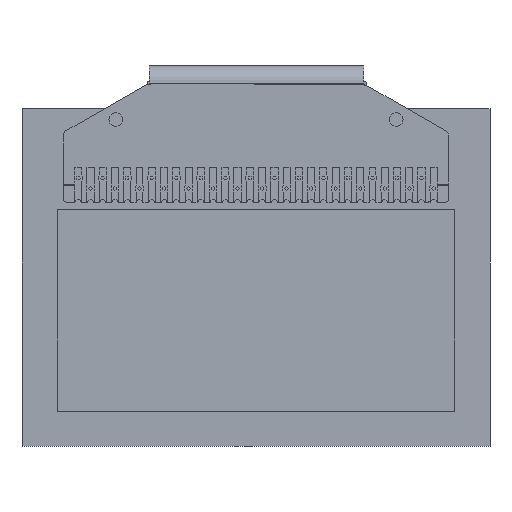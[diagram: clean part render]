
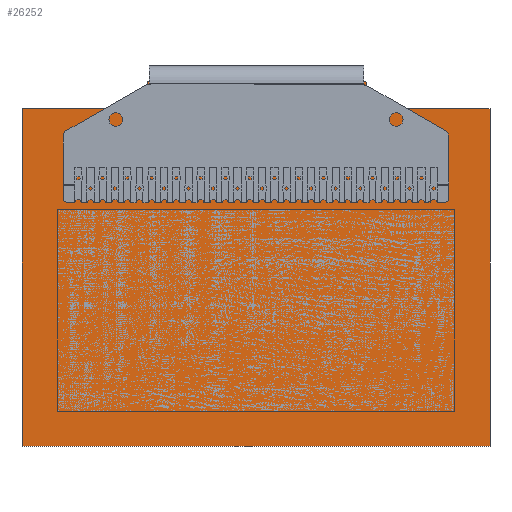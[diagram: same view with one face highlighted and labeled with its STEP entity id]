
A CAD part, front view. The second image highlights one B-rep face of the part: STEP entity #26252.
In plain terms, the highlighted planar face has unit normal (0, -1, 0).
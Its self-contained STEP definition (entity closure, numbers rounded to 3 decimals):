
#23=CIRCLE('',#27598,0.593);
#25=CIRCLE('',#27602,0.441);
#28=CIRCLE('',#27609,0.092);
#180=FACE_BOUND('',#2830,.T.);
#1466=FACE_OUTER_BOUND('',#2829,.T.);
#2829=EDGE_LOOP('',(#23620,#23621,#23622,#23623,#23624,#23625,#23626,#23627,
#23628,#23629));
#2830=EDGE_LOOP('',(#23630));
#6460=LINE('',#41255,#10124);
#6465=LINE('',#41269,#10129);
#6469=LINE('',#41281,#10133);
#6473=LINE('',#41289,#10137);
#6477=LINE('',#41296,#10141);
#6479=LINE('',#41305,#10143);
#6482=LINE('',#41311,#10146);
#6485=LINE('',#41316,#10149);
#10124=VECTOR('',#33818,10.);
#10129=VECTOR('',#33831,10.);
#10133=VECTOR('',#33843,10.);
#10137=VECTOR('',#33851,10.);
#10141=VECTOR('',#33855,10.);
#10143=VECTOR('',#33865,10.);
#10146=VECTOR('',#33870,10.);
#10149=VECTOR('',#33875,10.);
#12589=VERTEX_POINT('',#41253);
#12590=VERTEX_POINT('',#41254);
#12593=VERTEX_POINT('',#41262);
#12595=VERTEX_POINT('',#41268);
#12597=VERTEX_POINT('',#41274);
#12599=VERTEX_POINT('',#41280);
#12601=VERTEX_POINT('',#41288);
#12604=VERTEX_POINT('',#41294);
#12606=VERTEX_POINT('',#41300);
#12607=VERTEX_POINT('',#41304);
#12609=VERTEX_POINT('',#41310);
#16254=EDGE_CURVE('',#12589,#12590,#6460,.T.);
#16258=EDGE_CURVE('',#12589,#12593,#23,.T.);
#16261=EDGE_CURVE('',#12593,#12595,#6465,.T.);
#16264=EDGE_CURVE('',#12595,#12597,#25,.T.);
#16267=EDGE_CURVE('',#12599,#12597,#6469,.T.);
#16271=EDGE_CURVE('',#12601,#12590,#6473,.T.);
#16275=EDGE_CURVE('',#12599,#12604,#6477,.T.);
#16278=EDGE_CURVE('',#12606,#12606,#28,.T.);
#16279=EDGE_CURVE('',#12604,#12607,#6479,.T.);
#16282=EDGE_CURVE('',#12607,#12609,#6482,.T.);
#16285=EDGE_CURVE('',#12609,#12601,#6485,.T.);
#23620=ORIENTED_EDGE('',*,*,#16271,.T.);
#23621=ORIENTED_EDGE('',*,*,#16254,.F.);
#23622=ORIENTED_EDGE('',*,*,#16258,.T.);
#23623=ORIENTED_EDGE('',*,*,#16261,.T.);
#23624=ORIENTED_EDGE('',*,*,#16264,.T.);
#23625=ORIENTED_EDGE('',*,*,#16267,.F.);
#23626=ORIENTED_EDGE('',*,*,#16275,.T.);
#23627=ORIENTED_EDGE('',*,*,#16279,.T.);
#23628=ORIENTED_EDGE('',*,*,#16282,.T.);
#23629=ORIENTED_EDGE('',*,*,#16285,.T.);
#23630=ORIENTED_EDGE('',*,*,#16278,.F.);
#24956=PLANE('',#27614);
#26252=ADVANCED_FACE('',(#1466,#180),#24956,.F.);
#27598=AXIS2_PLACEMENT_3D('',#41263,#33824,#33825);
#27602=AXIS2_PLACEMENT_3D('',#41275,#33836,#33837);
#27609=AXIS2_PLACEMENT_3D('',#41302,#33861,#33862);
#27614=AXIS2_PLACEMENT_3D('',#41319,#33879,#33880);
#33818=DIRECTION('',(0.,0.,-1.));
#33824=DIRECTION('center_axis',(0.,1.,0.));
#33825=DIRECTION('ref_axis',(1.,0.,0.));
#33831=DIRECTION('',(-1.,0.,0.));
#33836=DIRECTION('center_axis',(0.,1.,0.));
#33837=DIRECTION('ref_axis',(1.,0.,0.));
#33843=DIRECTION('',(0.,0.,1.));
#33851=DIRECTION('',(-1.,0.,0.));
#33855=DIRECTION('',(-1.,0.,0.));
#33861=DIRECTION('center_axis',(0.,-1.,0.));
#33862=DIRECTION('ref_axis',(1.,0.,0.));
#33865=DIRECTION('',(0.,0.,-1.));
#33870=DIRECTION('',(1.,0.,0.));
#33875=DIRECTION('',(0.,0.,1.));
#33879=DIRECTION('center_axis',(0.,1.,0.));
#33880=DIRECTION('ref_axis',(1.,0.,0.));
#41253=CARTESIAN_POINT('',(17.281,1.5,5.675));
#41254=CARTESIAN_POINT('',(17.281,1.5,4.175));
#41255=CARTESIAN_POINT('',(17.281,1.5,5.774));
#41262=CARTESIAN_POINT('',(17.14,1.5,5.775));
#41263=CARTESIAN_POINT('Origin',(17.551,1.5,6.203));
#41268=CARTESIAN_POINT('',(4.905,1.5,5.775));
#41269=CARTESIAN_POINT('',(17.281,1.5,5.775));
#41274=CARTESIAN_POINT('',(4.828,1.5,5.709));
#41275=CARTESIAN_POINT('Origin',(4.581,1.5,6.073));
#41280=CARTESIAN_POINT('',(4.828,1.5,4.175));
#41281=CARTESIAN_POINT('',(4.828,1.5,4.081));
#41288=CARTESIAN_POINT('',(24.353,1.5,4.175));
#41289=CARTESIAN_POINT('',(24.353,1.5,4.175));
#41294=CARTESIAN_POINT('',(-2.347,1.5,4.175));
#41296=CARTESIAN_POINT('',(24.353,1.5,4.175));
#41300=CARTESIAN_POINT('',(17.189,1.5,4.081));
#41302=CARTESIAN_POINT('Origin',(17.281,1.5,4.081));
#41304=CARTESIAN_POINT('',(-2.347,1.5,-15.085));
#41305=CARTESIAN_POINT('',(-2.347,1.5,4.175));
#41310=CARTESIAN_POINT('',(24.353,1.5,-15.085));
#41311=CARTESIAN_POINT('',(-2.347,1.5,-15.085));
#41316=CARTESIAN_POINT('',(24.353,1.5,-15.085));
#41319=CARTESIAN_POINT('Origin',(11.003,1.5,-5.455));
